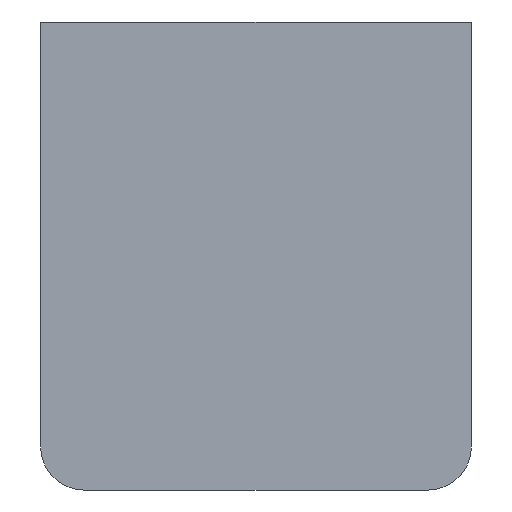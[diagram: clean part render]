
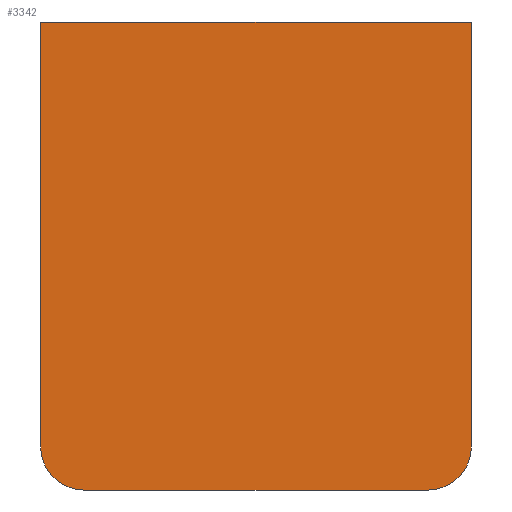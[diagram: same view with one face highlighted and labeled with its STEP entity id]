
A CAD part, left-side view. The second image highlights one B-rep face of the part: STEP entity #3342.
In plain terms, the highlighted face is planar.
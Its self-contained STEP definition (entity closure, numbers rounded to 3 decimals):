
#348 = DIRECTION ( 'NONE',  ( 0., 1., 0. ) ) ;
#377 = DIRECTION ( 'NONE',  ( 0., 0., 1. ) ) ;
#456 = LINE ( 'NONE', #3034, #6532 ) ;
#585 = LINE ( 'NONE', #4940, #5645 ) ;
#604 = VECTOR ( 'NONE', #1959, 1000. ) ;
#900 = CARTESIAN_POINT ( 'NONE',  ( -15., 0., 3. ) ) ;
#906 = ORIENTED_EDGE ( 'NONE', *, *, #1753, .F. ) ;
#991 = DIRECTION ( 'NONE',  ( 0., 0., 1. ) ) ;
#1022 = AXIS2_PLACEMENT_3D ( 'NONE', #4530, #6682, #6639 ) ;
#1067 = DIRECTION ( 'NONE',  ( 0., 0., 1. ) ) ;
#1122 = ORIENTED_EDGE ( 'NONE', *, *, #7020, .F. ) ;
#1158 = DIRECTION ( 'NONE',  ( -1., 0., 0. ) ) ;
#1312 = VERTEX_POINT ( 'NONE', #1396 ) ;
#1396 = CARTESIAN_POINT ( 'NONE',  ( -12., 0., 0. ) ) ;
#1435 = VERTEX_POINT ( 'NONE', #2877 ) ;
#1680 = ORIENTED_EDGE ( 'NONE', *, *, #7961, .F. ) ;
#1689 = CARTESIAN_POINT ( 'NONE',  ( 12., 0., 0. ) ) ;
#1753 = EDGE_CURVE ( 'NONE', #1937, #7354, #7348, .T. ) ;
#1771 = VERTEX_POINT ( 'NONE', #900 ) ;
#1784 = ORIENTED_EDGE ( 'NONE', *, *, #4715, .F. ) ;
#1814 = VECTOR ( 'NONE', #1158, 1000. ) ;
#1826 = EDGE_CURVE ( 'NONE', #7354, #1312, #6390, .T. ) ;
#1937 = VERTEX_POINT ( 'NONE', #2376 ) ;
#1959 = DIRECTION ( 'NONE',  ( -1., 0., 0. ) ) ;
#2376 = CARTESIAN_POINT ( 'NONE',  ( 15., 0., 3. ) ) ;
#2586 = LINE ( 'NONE', #5158, #1814 ) ;
#2636 = CARTESIAN_POINT ( 'NONE',  ( -12., 0., 0. ) ) ;
#2843 = CIRCLE ( 'NONE', #7565, 3. ) ;
#2877 = CARTESIAN_POINT ( 'NONE',  ( -15., 0., 32.605 ) ) ;
#2934 = FACE_OUTER_BOUND ( 'NONE', #5191, .T. ) ;
#3034 = CARTESIAN_POINT ( 'NONE',  ( -15., 0., 3. ) ) ;
#3113 = ORIENTED_EDGE ( 'NONE', *, *, #6205, .T. ) ;
#3342 = ADVANCED_FACE ( 'NONE', ( #2934 ), #6689, .F. ) ;
#3635 = CARTESIAN_POINT ( 'NONE',  ( -12., 0., 3. ) ) ;
#4530 = CARTESIAN_POINT ( 'NONE',  ( 12., 0., 3. ) ) ;
#4715 = EDGE_CURVE ( 'NONE', #1771, #1435, #456, .T. ) ;
#4940 = CARTESIAN_POINT ( 'NONE',  ( 15., 0., 3. ) ) ;
#5158 = CARTESIAN_POINT ( 'NONE',  ( 15., 0., 32.605 ) ) ;
#5191 = EDGE_LOOP ( 'NONE', ( #1122, #3113, #1784, #1680, #8365, #906 ) ) ;
#5289 = CARTESIAN_POINT ( 'NONE',  ( 15., 0., 32.605 ) ) ;
#5356 = AXIS2_PLACEMENT_3D ( 'NONE', #6774, #6012, #991 ) ;
#5645 = VECTOR ( 'NONE', #7564, 1000. ) ;
#5985 = VERTEX_POINT ( 'NONE', #5289 ) ;
#6012 = DIRECTION ( 'NONE',  ( 0., 1., 0. ) ) ;
#6205 = EDGE_CURVE ( 'NONE', #5985, #1435, #2586, .T. ) ;
#6390 = LINE ( 'NONE', #2636, #604 ) ;
#6532 = VECTOR ( 'NONE', #377, 1000. ) ;
#6639 = DIRECTION ( 'NONE',  ( 0., 0., -1. ) ) ;
#6682 = DIRECTION ( 'NONE',  ( 0., 1., 0. ) ) ;
#6689 = PLANE ( 'NONE',  #5356 ) ;
#6774 = CARTESIAN_POINT ( 'NONE',  ( -12., 0., 3. ) ) ;
#7020 = EDGE_CURVE ( 'NONE', #5985, #1937, #585, .T. ) ;
#7348 = CIRCLE ( 'NONE', #1022, 3. ) ;
#7354 = VERTEX_POINT ( 'NONE', #1689 ) ;
#7564 = DIRECTION ( 'NONE',  ( 0., 0., -1. ) ) ;
#7565 = AXIS2_PLACEMENT_3D ( 'NONE', #3635, #348, #1067 ) ;
#7961 = EDGE_CURVE ( 'NONE', #1312, #1771, #2843, .T. ) ;
#8365 = ORIENTED_EDGE ( 'NONE', *, *, #1826, .F. ) ;
